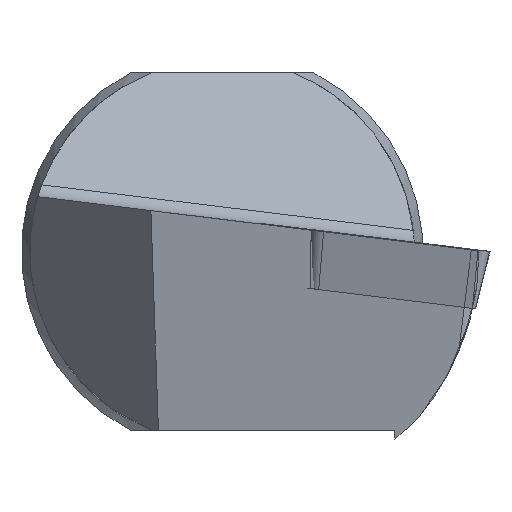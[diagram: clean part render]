
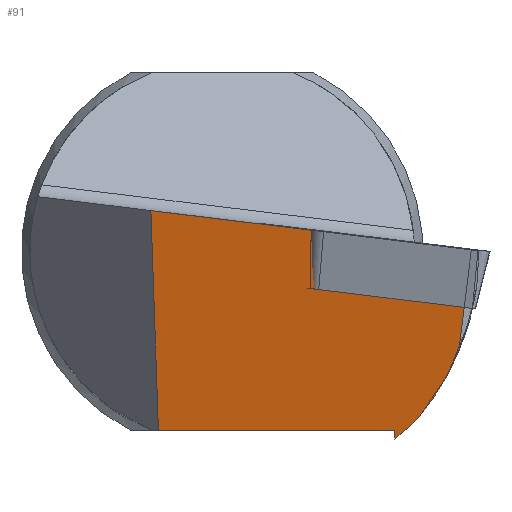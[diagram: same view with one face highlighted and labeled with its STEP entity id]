
A CAD part, left-side view. The second image highlights one B-rep face of the part: STEP entity #91.
In plain terms, the highlighted planar face has unit normal (-0.954, 0.298, 0.037).
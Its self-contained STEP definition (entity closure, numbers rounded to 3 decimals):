
#68=PLANE('',#586);
#91=ADVANCED_FACE('',(#130),#68,.F.);
#130=FACE_OUTER_BOUND('',#156,.T.);
#156=EDGE_LOOP('',(#257,#258,#259,#260,#261,#262,#263));
#218=ELLIPSE('',#580,10.118,9.602);
#220=ELLIPSE('',#585,10.931,10.425);
#257=ORIENTED_EDGE('',*,*,#456,.T.);
#258=ORIENTED_EDGE('',*,*,#457,.T.);
#259=ORIENTED_EDGE('',*,*,#445,.T.);
#260=ORIENTED_EDGE('',*,*,#458,.T.);
#261=ORIENTED_EDGE('',*,*,#459,.T.);
#262=ORIENTED_EDGE('',*,*,#453,.T.);
#263=ORIENTED_EDGE('',*,*,#460,.F.);
#389=VERTEX_POINT('',#795);
#393=VERTEX_POINT('',#811);
#397=VERTEX_POINT('',#837);
#398=VERTEX_POINT('',#839);
#400=VERTEX_POINT('',#845);
#401=VERTEX_POINT('',#846);
#402=VERTEX_POINT('',#849);
#445=EDGE_CURVE('',#389,#393,#218,.T.);
#453=EDGE_CURVE('',#398,#397,#511,.T.);
#456=EDGE_CURVE('',#400,#401,#514,.T.);
#457=EDGE_CURVE('',#401,#389,#515,.T.);
#458=EDGE_CURVE('',#393,#402,#220,.T.);
#459=EDGE_CURVE('',#402,#398,#516,.T.);
#460=EDGE_CURVE('',#400,#397,#517,.T.);
#511=LINE('',#838,#544);
#514=LINE('',#844,#547);
#515=LINE('',#847,#548);
#516=LINE('',#850,#549);
#517=LINE('',#851,#550);
#544=VECTOR('',#657,1.);
#547=VECTOR('',#662,1.);
#548=VECTOR('',#663,1.);
#549=VECTOR('',#666,1.);
#550=VECTOR('',#667,1.);
#580=AXIS2_PLACEMENT_3D('',#812,#644,#645);
#585=AXIS2_PLACEMENT_3D('',#848,#664,#665);
#586=AXIS2_PLACEMENT_3D('',#852,#668,#669);
#644=DIRECTION('',(-0.954,0.298,0.037));
#645=DIRECTION('',(-0.301,-0.947,-0.116));
#657=DIRECTION('',(0.301,0.947,0.116));
#662=DIRECTION('',(-0.299,-0.954,0.));
#663=DIRECTION('',(-0.038,0.,-0.999));
#664=DIRECTION('',(-0.954,0.298,0.037));
#665=DIRECTION('',(-0.301,-0.947,-0.116));
#666=DIRECTION('',(0.,-0.122,0.993));
#667=DIRECTION('',(0.049,0.034,0.998));
#668=DIRECTION('',(0.954,-0.298,-0.037));
#669=DIRECTION('',(0.299,0.954,0.));
#795=CARTESIAN_POINT('',(1.327,4.069,-7.587));
#811=CARTESIAN_POINT('',(1.049,3.068,-6.663));
#812=CARTESIAN_POINT('',(3.508,10.117,-0.098));
#837=CARTESIAN_POINT('',(4.779,13.961,1.684));
#838=CARTESIAN_POINT('',(0.649,0.961,0.088));
#839=CARTESIAN_POINT('',(0.649,0.961,0.088));
#844=CARTESIAN_POINT('',(1.435,4.371,-7.231));
#845=CARTESIAN_POINT('',(4.34,13.654,-7.231));
#846=CARTESIAN_POINT('',(1.341,4.069,-7.231));
#847=CARTESIAN_POINT('',(0.478,4.069,-29.682));
#848=CARTESIAN_POINT('',(3.81,11.069,0.019));
#849=CARTESIAN_POINT('',(0.649,1.468,-4.041));
#850=CARTESIAN_POINT('',(0.649,4.617,-29.689));
#851=CARTESIAN_POINT('',(3.215,12.866,-30.099));
#852=CARTESIAN_POINT('',(0.649,4.617,-29.689));
